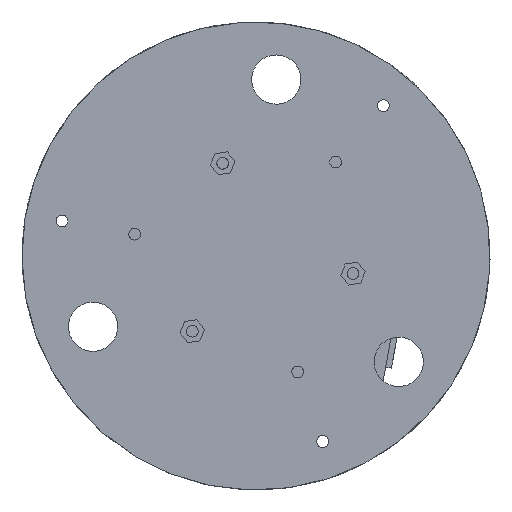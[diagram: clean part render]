
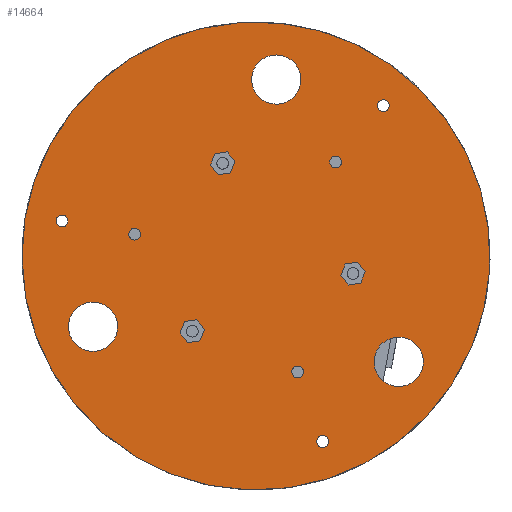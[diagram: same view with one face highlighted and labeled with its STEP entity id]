
A CAD part, front view. The second image highlights one B-rep face of the part: STEP entity #14664.
In plain terms, the highlighted planar face has unit normal (0, -1, 0).
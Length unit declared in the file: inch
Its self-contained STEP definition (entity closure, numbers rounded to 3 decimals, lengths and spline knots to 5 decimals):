
#3814=PLANE($,#15676);
#4449=FACE_BOUND($,#5725,.T.);
#4450=FACE_BOUND($,#5726,.T.);
#4451=FACE_BOUND($,#5727,.T.);
#4452=FACE_BOUND($,#5728,.T.);
#4453=FACE_BOUND($,#5729,.T.);
#4454=FACE_BOUND($,#5730,.T.);
#4455=FACE_BOUND($,#5731,.T.);
#4456=FACE_BOUND($,#5732,.T.);
#4457=FACE_BOUND($,#5733,.T.);
#4458=FACE_BOUND($,#5734,.T.);
#4459=FACE_BOUND($,#5735,.T.);
#4460=FACE_BOUND($,#5736,.T.);
#4461=FACE_BOUND($,#5737,.T.);
#5725=EDGE_LOOP($,(#10889));
#5726=EDGE_LOOP($,(#10890));
#5727=EDGE_LOOP($,(#10891));
#5728=EDGE_LOOP($,(#10892));
#5729=EDGE_LOOP($,(#10893));
#5730=EDGE_LOOP($,(#10894));
#5731=EDGE_LOOP($,(#10895));
#5732=EDGE_LOOP($,(#10896));
#5733=EDGE_LOOP($,(#10897));
#5734=EDGE_LOOP($,(#10898));
#5735=EDGE_LOOP($,(#10899));
#5736=EDGE_LOOP($,(#10900));
#5737=EDGE_LOOP($,(#10901));
#6802=CIRCLE($,#15542,0.25);
#6804=CIRCLE($,#15547,0.06);
#6806=CIRCLE($,#15552,0.06);
#6808=CIRCLE($,#15555,0.0675);
#6810=CIRCLE($,#15558,0.25);
#6812=CIRCLE($,#15563,0.06);
#6814=CIRCLE($,#15568,0.06);
#6816=CIRCLE($,#15571,0.0675);
#6850=CIRCLE($,#15616,2.375);
#6860=CIRCLE($,#15642,0.0675);
#6861=CIRCLE($,#15644,0.25);
#6862=CIRCLE($,#15646,0.06);
#6864=CIRCLE($,#15649,0.06);
#7258=VERTEX_POINT($,#21145);
#7268=VERTEX_POINT($,#21168);
#7278=VERTEX_POINT($,#21191);
#7280=VERTEX_POINT($,#21196);
#7282=VERTEX_POINT($,#21201);
#7292=VERTEX_POINT($,#21224);
#7302=VERTEX_POINT($,#21247);
#7304=VERTEX_POINT($,#21252);
#7338=VERTEX_POINT($,#21351);
#7355=VERTEX_POINT($,#21414);
#7356=VERTEX_POINT($,#21417);
#7357=VERTEX_POINT($,#21420);
#7359=VERTEX_POINT($,#21425);
#8580=EDGE_CURVE($,#7258,#7258,#6802,.T.);
#8590=EDGE_CURVE($,#7268,#7268,#6804,.T.);
#8600=EDGE_CURVE($,#7278,#7278,#6806,.T.);
#8602=EDGE_CURVE($,#7280,#7280,#6808,.T.);
#8604=EDGE_CURVE($,#7282,#7282,#6810,.T.);
#8614=EDGE_CURVE($,#7292,#7292,#6812,.T.);
#8624=EDGE_CURVE($,#7302,#7302,#6814,.T.);
#8626=EDGE_CURVE($,#7304,#7304,#6816,.T.);
#8680=EDGE_CURVE($,#7338,#7338,#6850,.T.);
#8710=EDGE_CURVE($,#7355,#7355,#6860,.T.);
#8711=EDGE_CURVE($,#7356,#7356,#6861,.T.);
#8712=EDGE_CURVE($,#7357,#7357,#6862,.T.);
#8714=EDGE_CURVE($,#7359,#7359,#6864,.T.);
#10889=ORIENTED_EDGE($,*,*,#8580,.T.);
#10890=ORIENTED_EDGE($,*,*,#8590,.T.);
#10891=ORIENTED_EDGE($,*,*,#8600,.T.);
#10892=ORIENTED_EDGE($,*,*,#8602,.T.);
#10893=ORIENTED_EDGE($,*,*,#8604,.T.);
#10894=ORIENTED_EDGE($,*,*,#8614,.T.);
#10895=ORIENTED_EDGE($,*,*,#8624,.T.);
#10896=ORIENTED_EDGE($,*,*,#8626,.T.);
#10897=ORIENTED_EDGE($,*,*,#8710,.T.);
#10898=ORIENTED_EDGE($,*,*,#8711,.T.);
#10899=ORIENTED_EDGE($,*,*,#8712,.T.);
#10900=ORIENTED_EDGE($,*,*,#8714,.T.);
#10901=ORIENTED_EDGE($,*,*,#8680,.T.);
#14664=ADVANCED_FACE($,(#4449,#4450,#4451,#4452,#4453,#4454,#4455,#4456,
#4457,#4458,#4459,#4460,#4461),#3814,.F.);
#15542=AXIS2_PLACEMENT_3D($,#21146,#16975,#16976);
#15547=AXIS2_PLACEMENT_3D($,#21169,#16993,#16994);
#15552=AXIS2_PLACEMENT_3D($,#21192,#17011,#17012);
#15555=AXIS2_PLACEMENT_3D($,#21197,#17017,#17018);
#15558=AXIS2_PLACEMENT_3D($,#21202,#17023,#17024);
#15563=AXIS2_PLACEMENT_3D($,#21225,#17041,#17042);
#15568=AXIS2_PLACEMENT_3D($,#21248,#17059,#17060);
#15571=AXIS2_PLACEMENT_3D($,#21253,#17065,#17066);
#15616=AXIS2_PLACEMENT_3D($,#21352,#17175,#17176);
#15642=AXIS2_PLACEMENT_3D($,#21415,#17247,#17248);
#15644=AXIS2_PLACEMENT_3D($,#21418,#17251,#17252);
#15646=AXIS2_PLACEMENT_3D($,#21421,#17255,#17256);
#15649=AXIS2_PLACEMENT_3D($,#21426,#17261,#17262);
#15676=AXIS2_PLACEMENT_3D($,#21496,#17339,#17340);
#16975=DIRECTION('center_axis',(0.,1.,0.));
#16976=DIRECTION('ref_axis',(0.5,0.,-0.866));
#16993=DIRECTION('center_axis',(0.,1.,0.));
#16994=DIRECTION('ref_axis',(0.5,0.,-0.866));
#17011=DIRECTION('center_axis',(0.,1.,0.));
#17012=DIRECTION('ref_axis',(0.5,0.,-0.866));
#17017=DIRECTION('center_axis',(0.,1.,0.));
#17018=DIRECTION('ref_axis',(0.5,0.,-0.866));
#17023=DIRECTION('center_axis',(0.,1.,0.));
#17024=DIRECTION('ref_axis',(0.5,0.,0.866));
#17041=DIRECTION('center_axis',(0.,1.,0.));
#17042=DIRECTION('ref_axis',(0.5,0.,0.866));
#17059=DIRECTION('center_axis',(0.,1.,0.));
#17060=DIRECTION('ref_axis',(0.5,0.,0.866));
#17065=DIRECTION('center_axis',(0.,1.,0.));
#17066=DIRECTION('ref_axis',(0.5,0.,0.866));
#17175=DIRECTION('center_axis',(0.,-1.,0.));
#17176=DIRECTION('ref_axis',(1.,0.,0.));
#17247=DIRECTION('center_axis',(0.,1.,0.));
#17248=DIRECTION('ref_axis',(-1.,0.,0.));
#17251=DIRECTION('center_axis',(0.,1.,0.));
#17252=DIRECTION('ref_axis',(-1.,0.,0.));
#17255=DIRECTION('center_axis',(0.,1.,0.));
#17256=DIRECTION('ref_axis',(-1.,0.,0.));
#17261=DIRECTION('center_axis',(0.,1.,0.));
#17262=DIRECTION('ref_axis',(-1.,0.,0.));
#17339=DIRECTION('center_axis',(0.,1.,0.));
#17340=DIRECTION('ref_axis',(0.,0.,1.));
#21145=CARTESIAN_POINT('',(0.67404,0.,1.83253));
#21146=CARTESIAN_POINT('Origin',(0.79904,0.,1.61603));
#21168=CARTESIAN_POINT('',(1.70205,0.,1.05196));
#21169=CARTESIAN_POINT('Origin',(1.73205,0.,1.));
#21191=CARTESIAN_POINT('',(1.05253,0.,0.67696));
#21192=CARTESIAN_POINT('Origin',(1.08253,0.,0.625));
#21196=CARTESIAN_POINT('',(-0.89978,0.,-0.44154));
#21197=CARTESIAN_POINT('Origin',(-0.86603,0.,-0.5));
#21201=CARTESIAN_POINT('',(-1.92404,0.,-0.33253));
#21202=CARTESIAN_POINT('Origin',(-1.79904,0.,-0.11603));
#21224=CARTESIAN_POINT('',(-1.76205,0.,0.94804));
#21225=CARTESIAN_POINT('Origin',(-1.73205,0.,1.));
#21247=CARTESIAN_POINT('',(-1.11253,0.,0.57304));
#21248=CARTESIAN_POINT('Origin',(-1.08253,0.,0.625));
#21252=CARTESIAN_POINT('',(0.83228,0.,-0.55846));
#21253=CARTESIAN_POINT('Origin',(0.86603,0.,-0.5));
#21351=CARTESIAN_POINT('',(-2.375,0.,0.));
#21352=CARTESIAN_POINT('Origin',(0.,0.,0.));
#21414=CARTESIAN_POINT('',(0.0675,0.,1.));
#21415=CARTESIAN_POINT('Origin',(0.,0.,1.));
#21417=CARTESIAN_POINT('',(1.25,0.,-1.5));
#21418=CARTESIAN_POINT('Origin',(1.,0.,-1.5));
#21420=CARTESIAN_POINT('',(0.06,0.,-2.));
#21421=CARTESIAN_POINT('Origin',(0.,0.,-2.));
#21425=CARTESIAN_POINT('',(0.06,0.,-1.25));
#21426=CARTESIAN_POINT('Origin',(0.,0.,-1.25));
#21496=CARTESIAN_POINT('Origin',(0.,0.,0.));
